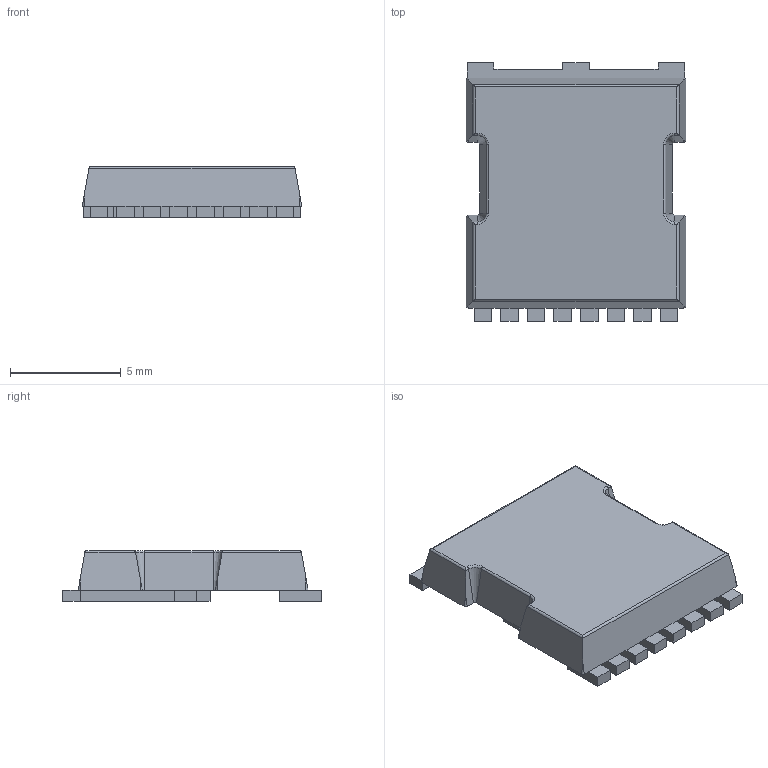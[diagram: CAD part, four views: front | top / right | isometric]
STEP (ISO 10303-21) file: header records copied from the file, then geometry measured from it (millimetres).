
FILE_DESCRIPTION(('FreeCAD Model'),'2;1');
FILE_NAME('User Library-PG-HSOF-8-1.step', '2017-09-22T08:58:00',('kicad StepUp'),('ksu MCAD'), 'Open CASCADE STEP processor 6.8','FreeCAD','Unknown');
FILE_SCHEMA(('AUTOMOTIVE_DESIGN_CC2 { 1 2 10303 214 -1 1 5 4 }'));
Length unit declared in the file: millimetre
Products named in the file (2): ASSEMBLY; User_Library-PG-HSOF-8-1
Assembly tree (1 placements, depth 2):
  ASSEMBLY
    User_Library-PG-HSOF-8-1
Bounding box: 9.9 x 11.68 x 2.3 mm (x, y, z)
Volume: 196.9 mm3; surface area: 314.2 mm2
Topology: 1 solids, 1 shells, 116 faces, 316 edges, 194 vertices
Faces by surface type: plane 88, cone 12, cylinder 12, torus 4
Entity records: 4353 total; most frequent: CARTESIAN_POINT 644, ORIENTED_EDGE 616, DIRECTION 566, EDGE_CURVE 308, LINE 270, VECTOR 270, VERTEX_POINT 194, AXIS2_PLACEMENT_3D 148
